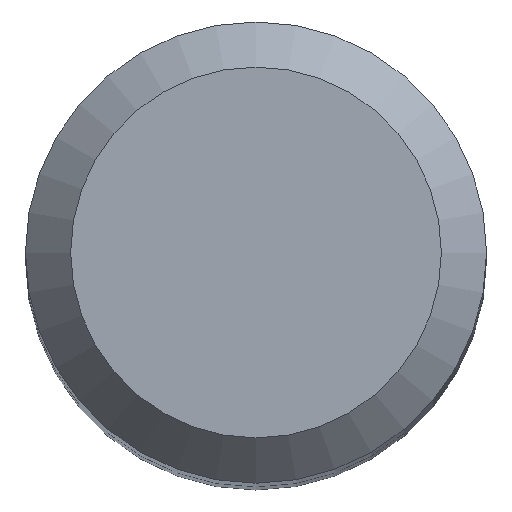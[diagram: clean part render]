
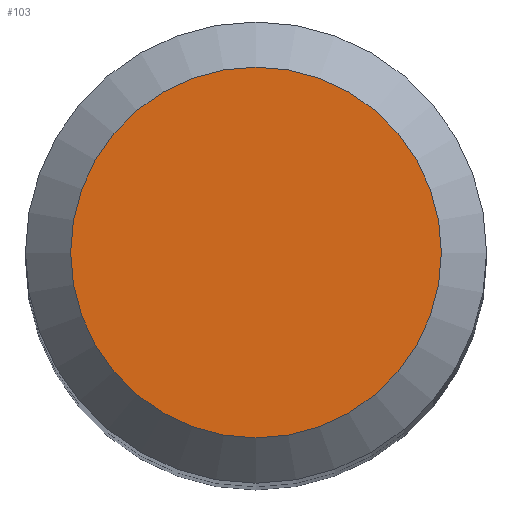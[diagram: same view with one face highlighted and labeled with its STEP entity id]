
A CAD part, top view. The second image highlights one B-rep face of the part: STEP entity #103.
In plain terms, the highlighted planar face has unit normal (0, 0, 1).
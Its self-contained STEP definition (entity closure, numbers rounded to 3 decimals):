
#13 = AXIS2_PLACEMENT_3D ( 'NONE', #101, #181, #15 ) ;
#15 = DIRECTION ( 'NONE',  ( 0., 1., 0. ) ) ;
#27 = EDGE_CURVE ( 'NONE', #61, #61, #132, .T. ) ;
#47 = DIRECTION ( 'NONE',  ( 0., 1., 0. ) ) ;
#48 = CARTESIAN_POINT ( 'NONE',  ( 0., 4.1, 89. ) ) ;
#61 = VERTEX_POINT ( 'NONE', #48 ) ;
#63 = CARTESIAN_POINT ( 'NONE',  ( 0., 0., 89. ) ) ;
#69 = EDGE_LOOP ( 'NONE', ( #179 ) ) ;
#97 = PLANE ( 'NONE',  #159 ) ;
#101 = CARTESIAN_POINT ( 'NONE',  ( 0., 0., 89. ) ) ;
#103 = ADVANCED_FACE ( 'NONE', ( #140 ), #97, .F. ) ;
#108 = DIRECTION ( 'NONE',  ( 0., 0., -1. ) ) ;
#132 = CIRCLE ( 'NONE', #13, 4.1 ) ;
#140 = FACE_OUTER_BOUND ( 'NONE', #69, .T. ) ;
#159 = AXIS2_PLACEMENT_3D ( 'NONE', #63, #108, #47 ) ;
#179 = ORIENTED_EDGE ( 'NONE', *, *, #27, .F. ) ;
#181 = DIRECTION ( 'NONE',  ( 0., 0., -1. ) ) ;
